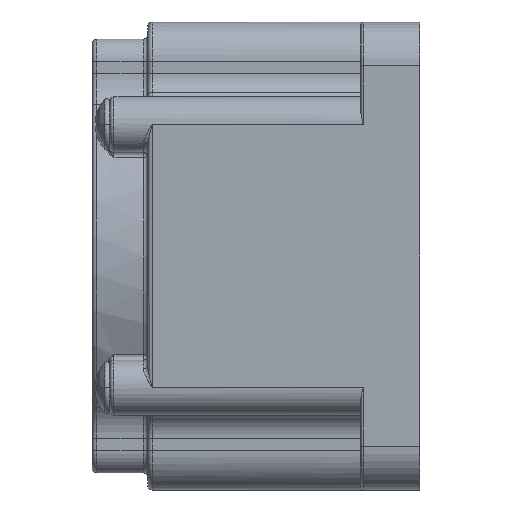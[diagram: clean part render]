
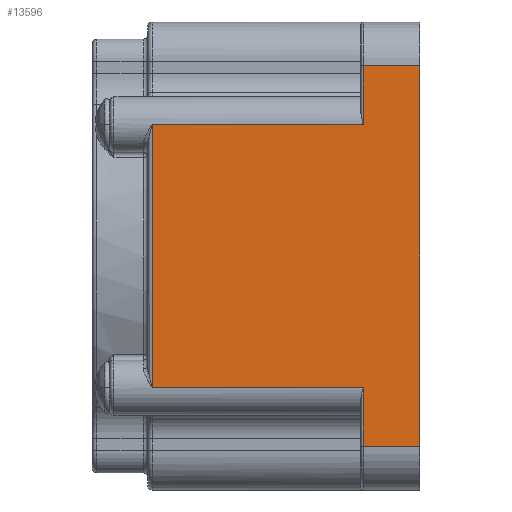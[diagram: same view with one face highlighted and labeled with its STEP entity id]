
A CAD part, left-side view. The second image highlights one B-rep face of the part: STEP entity #13596.
In plain terms, the highlighted planar face has unit normal (-1, 0, 0).
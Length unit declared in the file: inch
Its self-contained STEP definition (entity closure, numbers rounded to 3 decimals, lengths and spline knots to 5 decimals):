
#418=DIRECTION('',(0.,1.,0.));
#419=VECTOR('',#418,1.43583);
#420=CARTESIAN_POINT('',(-1.57756,0.38425,
0.89508));
#421=LINE('',#420,#419);
#478=DIRECTION('',(0.,1.,0.));
#479=VECTOR('',#478,1.43583);
#480=CARTESIAN_POINT('',(-1.57756,0.38425,
-0.89508));
#481=LINE('',#480,#479);
#482=DIRECTION('',(0.,0.,1.));
#483=VECTOR('',#482,0.3984);
#484=CARTESIAN_POINT('',(-1.57756,0.38425,
0.89508));
#485=LINE('',#484,#483);
#486=DIRECTION('',(0.,0.,-1.));
#487=VECTOR('',#486,2.58695);
#488=CARTESIAN_POINT('',(-1.57756,0.,1.29348));
#489=LINE('',#488,#487);
#490=DIRECTION('',(0.,1.,0.));
#491=VECTOR('',#490,0.38425);
#492=CARTESIAN_POINT('',(-1.57756,0.,-1.29348));
#493=LINE('',#492,#491);
#494=DIRECTION('',(0.,0.,1.));
#495=VECTOR('',#494,0.3984);
#496=CARTESIAN_POINT('',(-1.57756,0.38425,
-1.29348));
#497=LINE('',#496,#495);
#539=CARTESIAN_POINT('',(-1.57756,1.82008,
-0.89508));
#1899=CARTESIAN_POINT('',(-1.57756,1.82008,
0.89508));
#1901=DIRECTION('',(0.,0.,-1.));
#1902=VECTOR('',#1901,1.79016);
#1903=CARTESIAN_POINT('',(-1.57756,1.82008,
0.89508));
#1904=LINE('',#1903,#1902);
#3597=DIRECTION('',(0.,1.,0.));
#3598=VECTOR('',#3597,0.38425);
#3599=CARTESIAN_POINT('',(-1.57756,0.,1.29348));
#3600=LINE('',#3599,#3598);
#11090=CARTESIAN_POINT('',(-1.57756,0.,1.29348));
#11092=VERTEX_POINT('',#11090);
#11103=CARTESIAN_POINT('',(-1.57756,0.,-1.29348));
#11105=VERTEX_POINT('',#11103);
#11701=CARTESIAN_POINT('',(-1.57756,0.38425,
1.29348));
#11702=VERTEX_POINT('',#11701);
#11705=CARTESIAN_POINT('',(-1.57756,0.38425,
0.89508));
#11706=VERTEX_POINT('',#11705);
#11711=CARTESIAN_POINT('',(-1.57756,0.38425,
-1.29348));
#11712=CARTESIAN_POINT('',(-1.57756,0.38425,
-0.89508));
#11713=VERTEX_POINT('',#11711);
#11714=VERTEX_POINT('',#11712);
#12178=VERTEX_POINT('',#1899);
#12196=VERTEX_POINT('',#539);
#13575=CARTESIAN_POINT('',(-1.57756,0.,-1.29348));
#13576=DIRECTION('',(-1.,0.,0.));
#13577=DIRECTION('',(0.,0.,1.));
#13578=AXIS2_PLACEMENT_3D('',#13575,#13576,#13577);
#13579=PLANE('',#13578);
#13581=ORIENTED_EDGE('',*,*,#13580,.T.);
#13583=ORIENTED_EDGE('',*,*,#13582,.F.);
#13584=ORIENTED_EDGE('',*,*,#13551,.F.);
#13586=ORIENTED_EDGE('',*,*,#13585,.T.);
#13588=ORIENTED_EDGE('',*,*,#13587,.F.);
#13589=ORIENTED_EDGE('',*,*,#13204,.T.);
#13591=ORIENTED_EDGE('',*,*,#13590,.T.);
#13593=ORIENTED_EDGE('',*,*,#13592,.T.);
#13594=EDGE_LOOP('',(#13581,#13583,#13584,#13586,#13588,#13589,#13591,#13593));
#13595=FACE_OUTER_BOUND('',#13594,.F.);
#13596=ADVANCED_FACE('',(#13595),#13579,.T.);
#13204=EDGE_CURVE('',#11092,#11105,#489,.T.);
#13551=EDGE_CURVE('',#11706,#12178,#421,.T.);
#13580=EDGE_CURVE('',#11714,#12196,#481,.T.);
#13582=EDGE_CURVE('',#12178,#12196,#1904,.T.);
#13585=EDGE_CURVE('',#11706,#11702,#485,.T.);
#13587=EDGE_CURVE('',#11092,#11702,#3600,.T.);
#13590=EDGE_CURVE('',#11105,#11713,#493,.T.);
#13592=EDGE_CURVE('',#11713,#11714,#497,.T.);
